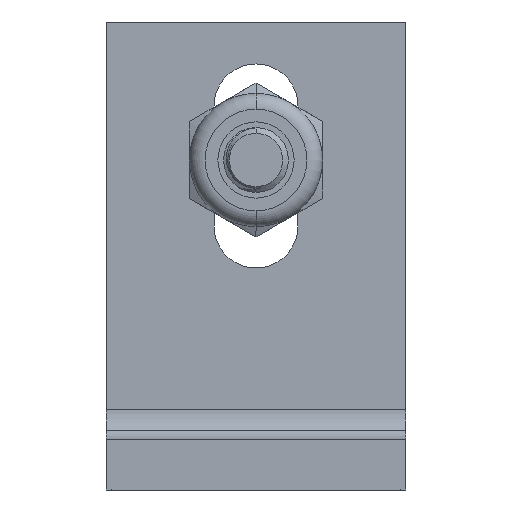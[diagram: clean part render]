
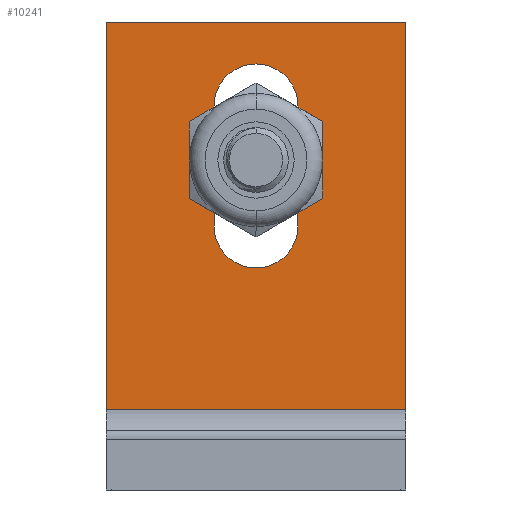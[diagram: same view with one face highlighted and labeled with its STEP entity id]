
A CAD part, front view. The second image highlights one B-rep face of the part: STEP entity #10241.
In plain terms, the highlighted face is planar.
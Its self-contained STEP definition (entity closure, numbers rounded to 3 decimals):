
#7 = EDGE_CURVE ( 'NONE', #11795, #5195, #10944, .T. ) ;
#29 = CARTESIAN_POINT ( 'NONE',  ( 0., 32.3, 39.8 ) ) ;
#70 = FACE_OUTER_BOUND ( 'NONE', #8380, .T. ) ;
#146 = CARTESIAN_POINT ( 'NONE',  ( 16., 7., 39.8 ) ) ;
#805 = ORIENTED_EDGE ( 'NONE', *, *, #4397, .F. ) ;
#1538 = CARTESIAN_POINT ( 'NONE',  ( 0., 0., 39.8 ) ) ;
#1639 = EDGE_CURVE ( 'NONE', #3084, #2621, #8303, .T. ) ;
#1741 = CARTESIAN_POINT ( 'NONE',  ( 12.5, 7., 39.8 ) ) ;
#1823 = DIRECTION ( 'NONE',  ( 0., -1., 0. ) ) ;
#1947 = CARTESIAN_POINT ( 'NONE',  ( 9., 3.5, 39.8 ) ) ;
#1958 = ORIENTED_EDGE ( 'NONE', *, *, #4708, .T. ) ;
#2108 = VERTEX_POINT ( 'NONE', #5291 ) ;
#2621 = VERTEX_POINT ( 'NONE', #29 ) ;
#2646 = ORIENTED_EDGE ( 'NONE', *, *, #11791, .T. ) ;
#2791 = EDGE_CURVE ( 'NONE', #2108, #2621, #3269, .T. ) ;
#2861 = CARTESIAN_POINT ( 'NONE',  ( 25., 32.3, 39.8 ) ) ;
#2901 = VECTOR ( 'NONE', #10129, 1000. ) ;
#2936 = DIRECTION ( 'NONE',  ( -1., 0., 0. ) ) ;
#3084 = VERTEX_POINT ( 'NONE', #2861 ) ;
#3181 = ORIENTED_EDGE ( 'NONE', *, *, #7, .T. ) ;
#3214 = CARTESIAN_POINT ( 'NONE',  ( 12.5, 17., 39.8 ) ) ;
#3269 = LINE ( 'NONE', #10919, #7464 ) ;
#3549 = VERTEX_POINT ( 'NONE', #11158 ) ;
#3873 = PLANE ( 'NONE',  #5521 ) ;
#4051 = EDGE_CURVE ( 'NONE', #2108, #3549, #4283, .T. ) ;
#4283 = LINE ( 'NONE', #1538, #2901 ) ;
#4397 = EDGE_CURVE ( 'NONE', #3549, #3084, #7154, .T. ) ;
#4449 = CARTESIAN_POINT ( 'NONE',  ( 25., 0., 39.8 ) ) ;
#4708 = EDGE_CURVE ( 'NONE', #5195, #9276, #7485, .T. ) ;
#4753 = CARTESIAN_POINT ( 'NONE',  ( 9., 17., 39.8 ) ) ;
#5094 = VECTOR ( 'NONE', #9233, 1000. ) ;
#5149 = CARTESIAN_POINT ( 'NONE',  ( 16., 17., 39.8 ) ) ;
#5153 = AXIS2_PLACEMENT_3D ( 'NONE', #1741, #5540, #2936 ) ;
#5195 = VERTEX_POINT ( 'NONE', #5149 ) ;
#5291 = CARTESIAN_POINT ( 'NONE',  ( 0., 0., 39.8 ) ) ;
#5521 = AXIS2_PLACEMENT_3D ( 'NONE', #9478, #10401, #9358 ) ;
#5540 = DIRECTION ( 'NONE',  ( 0., 0., 1. ) ) ;
#6195 = DIRECTION ( 'NONE',  ( 0., 1., 0. ) ) ;
#6334 = CIRCLE ( 'NONE', #5153, 3.5 ) ;
#6910 = ORIENTED_EDGE ( 'NONE', *, *, #4051, .F. ) ;
#7043 = ORIENTED_EDGE ( 'NONE', *, *, #1639, .F. ) ;
#7076 = VECTOR ( 'NONE', #8263, 1000. ) ;
#7154 = LINE ( 'NONE', #4449, #7076 ) ;
#7343 = VECTOR ( 'NONE', #1823, 1000. ) ;
#7464 = VECTOR ( 'NONE', #8402, 1000. ) ;
#7485 = CIRCLE ( 'NONE', #10252, 3.5 ) ;
#8263 = DIRECTION ( 'NONE',  ( 0., 1., 0. ) ) ;
#8303 = LINE ( 'NONE', #10217, #5094 ) ;
#8380 = EDGE_LOOP ( 'NONE', ( #7043, #805, #6910, #8489 ) ) ;
#8402 = DIRECTION ( 'NONE',  ( 0., 1., 0. ) ) ;
#8489 = ORIENTED_EDGE ( 'NONE', *, *, #2791, .T. ) ;
#8935 = DIRECTION ( 'NONE',  ( 1., 0., 0. ) ) ;
#9233 = DIRECTION ( 'NONE',  ( -1., 0., 0. ) ) ;
#9276 = VERTEX_POINT ( 'NONE', #4753 ) ;
#9358 = DIRECTION ( 'NONE',  ( 0., -1., 0. ) ) ;
#9478 = CARTESIAN_POINT ( 'NONE',  ( 0., 0., 39.8 ) ) ;
#9614 = EDGE_LOOP ( 'NONE', ( #3181, #1958, #2646, #12033 ) ) ;
#10129 = DIRECTION ( 'NONE',  ( 1., 0., 0. ) ) ;
#10217 = CARTESIAN_POINT ( 'NONE',  ( 0., 32.3, 39.8 ) ) ;
#10241 = ADVANCED_FACE ( 'NONE', ( #11460, #70 ), #3873, .T. ) ;
#10249 = CARTESIAN_POINT ( 'NONE',  ( 9., 7., 39.8 ) ) ;
#10252 = AXIS2_PLACEMENT_3D ( 'NONE', #3214, #10918, #8935 ) ;
#10401 = DIRECTION ( 'NONE',  ( 0., 0., -1. ) ) ;
#10477 = LINE ( 'NONE', #1947, #7343 ) ;
#10717 = VECTOR ( 'NONE', #6195, 1000. ) ;
#10918 = DIRECTION ( 'NONE',  ( 0., 0., 1. ) ) ;
#10919 = CARTESIAN_POINT ( 'NONE',  ( 0., 0., 39.8 ) ) ;
#10944 = LINE ( 'NONE', #11751, #10717 ) ;
#11010 = VERTEX_POINT ( 'NONE', #10249 ) ;
#11158 = CARTESIAN_POINT ( 'NONE',  ( 25., 0., 39.8 ) ) ;
#11460 = FACE_BOUND ( 'NONE', #9614, .T. ) ;
#11751 = CARTESIAN_POINT ( 'NONE',  ( 16., 8.5, 39.8 ) ) ;
#11791 = EDGE_CURVE ( 'NONE', #9276, #11010, #10477, .T. ) ;
#11795 = VERTEX_POINT ( 'NONE', #146 ) ;
#12033 = ORIENTED_EDGE ( 'NONE', *, *, #12154, .T. ) ;
#12154 = EDGE_CURVE ( 'NONE', #11010, #11795, #6334, .T. ) ;
